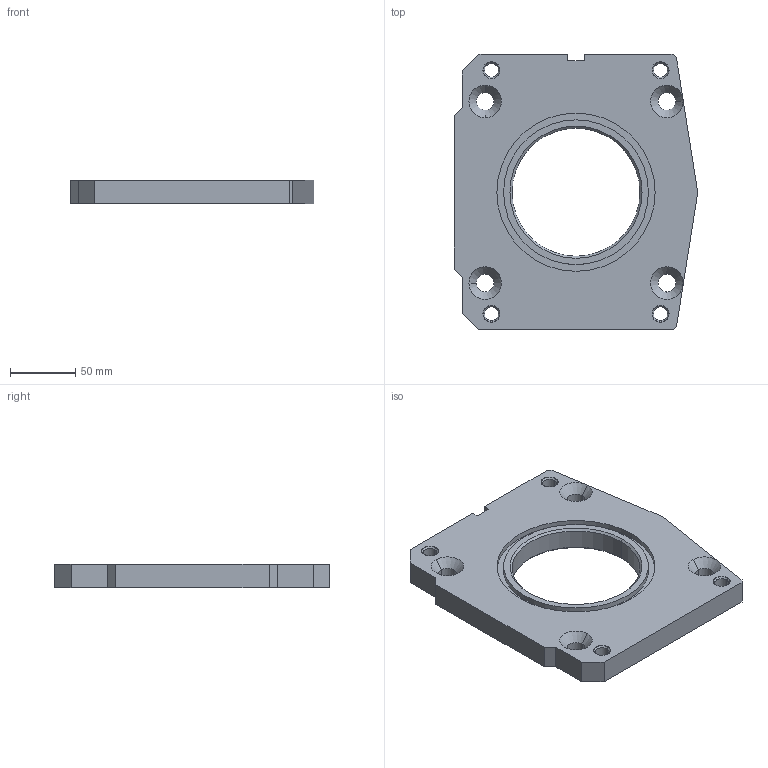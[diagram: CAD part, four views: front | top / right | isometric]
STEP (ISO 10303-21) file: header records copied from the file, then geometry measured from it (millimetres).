
FILE_DESCRIPTION((''),'2;1');
FILE_NAME('D31199','2012-01-25T',('sobri'),(''),'PRO/ENGINEER BY PARAMETRIC TECHNOLOGY CORPORATION, 2011180','PRO/ENGINEER BY PARAMETRIC TECHNOLOGY CORPORATION, 2011180','');
FILE_SCHEMA(('CONFIG_CONTROL_DESIGN'));
Length unit declared in the file: inch
Products named in the file (1): D31199
Bounding box: 187.32 x 211.51 x 18.41 mm (x, y, z)
Volume: 512350.9 mm3; surface area: 87098.9 mm2
Topology: 1 solids, 5 shells, 71 faces, 181 edges, 114 vertices
Faces by surface type: cylinder 30, plane 21, cone 20
Entity records: 2228 total; most frequent: DIRECTION 405, CARTESIAN_POINT 367, ORIENTED_EDGE 346, EDGE_CURVE 181, AXIS2_PLACEMENT_3D 152, VERTEX_POINT 114, VECTOR 101, LINE 101
